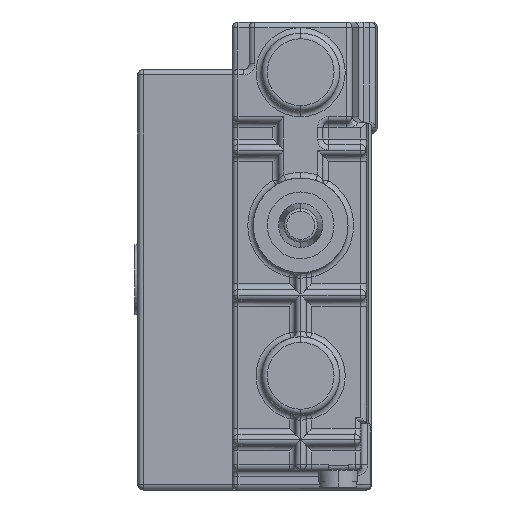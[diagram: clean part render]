
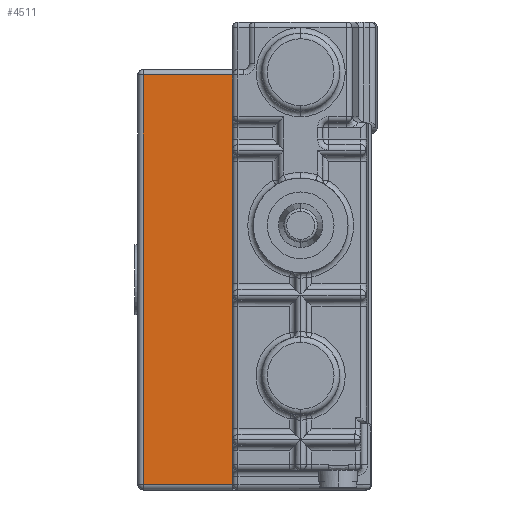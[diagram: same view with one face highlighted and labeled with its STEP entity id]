
A CAD part, left-side view. The second image highlights one B-rep face of the part: STEP entity #4511.
In plain terms, the highlighted planar face has unit normal (-1, 0, 0).
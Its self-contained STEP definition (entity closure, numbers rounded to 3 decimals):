
#320 = ORIENTED_EDGE ( 'NONE', *, *, #7193, .T. ) ;
#321 = ORIENTED_EDGE ( 'NONE', *, *, #7194, .T. ) ;
#322 = ORIENTED_EDGE ( 'NONE', *, *, #7195, .T. ) ;
#323 = ORIENTED_EDGE ( 'NONE', *, *, #7196, .T. ) ;
#710 = CARTESIAN_POINT ( 'NONE',  ( -20.75, -17., 37.75 ) ) ;
#725 = PLANE ( 'NONE',  #1321 ) ;
#729 = DIRECTION ( 'NONE',  ( -1., 0., 0. ) ) ;
#730 = DIRECTION ( 'NONE',  ( 0., 0., 1. ) ) ;
#1066 = VERTEX_POINT ( 'NONE', #5461 ) ;
#1075 = VERTEX_POINT ( 'NONE', #5547 ) ;
#1077 = VERTEX_POINT ( 'NONE', #5546 ) ;
#1081 = VERTEX_POINT ( 'NONE', #5542 ) ;
#1321 = AXIS2_PLACEMENT_3D ( 'NONE', #710, #729, #730 ) ;
#2067 = LINE ( 'NONE', #5761, #2080 ) ;
#2075 = LINE ( 'NONE', #5776, #2078 ) ;
#2078 = VECTOR ( 'NONE', #5778, 1000. ) ;
#2079 = LINE ( 'NONE', #5780, #2082 ) ;
#2080 = VECTOR ( 'NONE', #5779, 1000. ) ;
#2081 = LINE ( 'NONE', #5782, #2084 ) ;
#2082 = VECTOR ( 'NONE', #5781, 1000. ) ;
#2084 = VECTOR ( 'NONE', #5783, 1000. ) ;
#3433 = EDGE_LOOP ( 'NONE', ( #323, #322, #321, #320 ) ) ;
#4511 = ADVANCED_FACE ( 'NONE', ( #5992 ), #725, .T. ) ;
#5461 = CARTESIAN_POINT ( 'NONE',  ( -20.75, -17., -36.75 ) ) ;
#5542 = CARTESIAN_POINT ( 'NONE',  ( -20.75, -17., 36.75 ) ) ;
#5546 = CARTESIAN_POINT ( 'NONE',  ( -20.75, -1., -36.75 ) ) ;
#5547 = CARTESIAN_POINT ( 'NONE',  ( -20.75, -1., 36.75 ) ) ;
#5761 = CARTESIAN_POINT ( 'NONE',  ( -20.75, -1., -37.75 ) ) ;
#5776 = CARTESIAN_POINT ( 'NONE',  ( -20.75, -17., -36.75 ) ) ;
#5778 = DIRECTION ( 'NONE',  ( 0., -1., 0. ) ) ;
#5779 = DIRECTION ( 'NONE',  ( 0., 0., -1. ) ) ;
#5780 = CARTESIAN_POINT ( 'NONE',  ( -20.75, -17., 36.75 ) ) ;
#5781 = DIRECTION ( 'NONE',  ( 0., 1., 0. ) ) ;
#5782 = CARTESIAN_POINT ( 'NONE',  ( -20.75, -17., 37.75 ) ) ;
#5783 = DIRECTION ( 'NONE',  ( 0., 0., 1. ) ) ;
#5992 = FACE_OUTER_BOUND ( 'NONE', #3433, .T. ) ;
#7193 = EDGE_CURVE ( 'NONE', #1077, #1066, #2075, .T. ) ;
#7194 = EDGE_CURVE ( 'NONE', #1075, #1077, #2067, .T. ) ;
#7195 = EDGE_CURVE ( 'NONE', #1081, #1075, #2079, .T. ) ;
#7196 = EDGE_CURVE ( 'NONE', #1066, #1081, #2081, .T. ) ;
